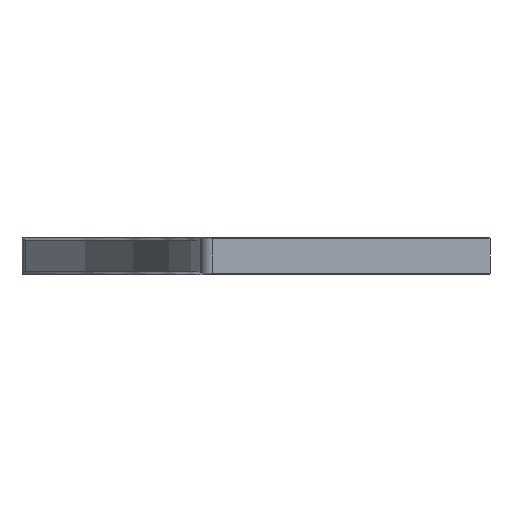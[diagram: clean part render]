
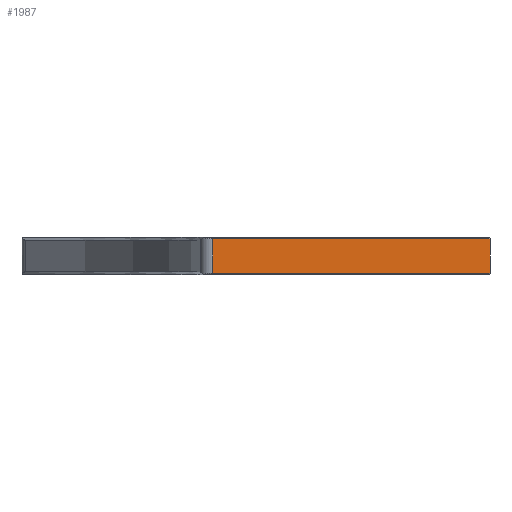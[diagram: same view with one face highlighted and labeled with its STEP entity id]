
A CAD part, front view. The second image highlights one B-rep face of the part: STEP entity #1987.
In plain terms, the highlighted planar face has unit normal (0, -1, 0).
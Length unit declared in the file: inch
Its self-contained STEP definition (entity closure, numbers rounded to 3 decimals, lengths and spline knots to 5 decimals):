
#36 = VECTOR ( 'NONE', #3023, 39.37008 ) ;
#78 = VERTEX_POINT ( 'NONE', #3906 ) ;
#95 = LINE ( 'NONE', #840, #36 ) ;
#357 = EDGE_CURVE ( 'NONE', #574, #2599, #4511, .T. ) ;
#429 = CARTESIAN_POINT ( 'NONE',  ( 5.62861, 0., -0.3425 ) ) ;
#574 = VERTEX_POINT ( 'NONE', #3596 ) ;
#611 = CARTESIAN_POINT ( 'NONE',  ( 5.505, 0., -0.3735 ) ) ;
#678 = EDGE_CURVE ( 'NONE', #2599, #78, #2172, .T. ) ;
#840 = CARTESIAN_POINT ( 'NONE',  ( 8.38, 0., -0.3735 ) ) ;
#869 = EDGE_CURVE ( 'NONE', #1288, #574, #4646, .T. ) ;
#1031 = AXIS2_PLACEMENT_3D ( 'NONE', #611, #1286, #2428 ) ;
#1046 = DIRECTION ( 'NONE',  ( -1., 0., 0. ) ) ;
#1197 = ORIENTED_EDGE ( 'NONE', *, *, #357, .T. ) ;
#1242 = DIRECTION ( 'NONE',  ( 0., 0., -1. ) ) ;
#1286 = DIRECTION ( 'NONE',  ( 0., -1., 0. ) ) ;
#1288 = VERTEX_POINT ( 'NONE', #2129 ) ;
#1434 = CARTESIAN_POINT ( 'NONE',  ( 8.38, 0., -0.35787 ) ) ;
#1930 = ORIENTED_EDGE ( 'NONE', *, *, #869, .T. ) ;
#1987 = ADVANCED_FACE ( 'NONE', ( #2786 ), #4247, .T. ) ;
#2123 = DIRECTION ( 'NONE',  ( 1., 0., 0. ) ) ;
#2129 = CARTESIAN_POINT ( 'NONE',  ( 8.38, 0., -0.01563 ) ) ;
#2167 = VECTOR ( 'NONE', #1242, 39.37008 ) ;
#2172 = LINE ( 'NONE', #1434, #3246 ) ;
#2428 = DIRECTION ( 'NONE',  ( 0., 0., -1. ) ) ;
#2446 = CARTESIAN_POINT ( 'NONE',  ( 5.505, 0., -0.01563 ) ) ;
#2599 = VERTEX_POINT ( 'NONE', #3709 ) ;
#2786 = FACE_OUTER_BOUND ( 'NONE', #3054, .T. ) ;
#2808 = ORIENTED_EDGE ( 'NONE', *, *, #678, .T. ) ;
#2902 = ORIENTED_EDGE ( 'NONE', *, *, #3008, .T. ) ;
#3008 = EDGE_CURVE ( 'NONE', #78, #1288, #95, .T. ) ;
#3023 = DIRECTION ( 'NONE',  ( 0., 0., 1. ) ) ;
#3054 = EDGE_LOOP ( 'NONE', ( #1930, #1197, #2808, #2902 ) ) ;
#3246 = VECTOR ( 'NONE', #2123, 39.37008 ) ;
#3596 = CARTESIAN_POINT ( 'NONE',  ( 5.62861, 0., -0.01563 ) ) ;
#3709 = CARTESIAN_POINT ( 'NONE',  ( 5.62861, 0., -0.35787 ) ) ;
#3906 = CARTESIAN_POINT ( 'NONE',  ( 8.38, 0., -0.35787 ) ) ;
#4141 = VECTOR ( 'NONE', #1046, 39.37008 ) ;
#4247 = PLANE ( 'NONE',  #1031 ) ;
#4511 = LINE ( 'NONE', #429, #2167 ) ;
#4646 = LINE ( 'NONE', #2446, #4141 ) ;
